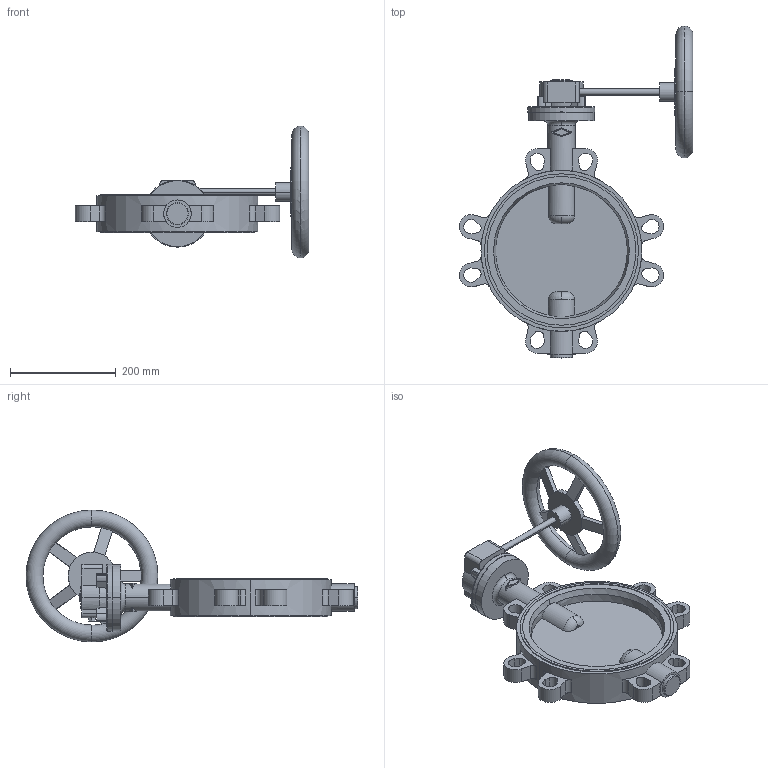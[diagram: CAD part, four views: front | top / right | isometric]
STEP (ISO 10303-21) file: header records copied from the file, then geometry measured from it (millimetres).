
FILE_DESCRIPTION( ( '' ), '1' );
FILE_NAME( 'c000006565.stp', '2017-03-13T09:44:16', ( '' ), ( '' ), ' ', ' ', ' ' );
FILE_SCHEMA( ( 'CONFIG_CONTROL_DESIGN' ) );
Length unit declared in the file: millimetre
Products named in the file (2): 1; 2
Bounding box: 442.87 x 629 x 250 mm (x, y, z)
Volume: 4536160 mm3; surface area: 509281.5 mm2
Topology: 2 solids, 2 shells, 326 faces, 904 edges, 601 vertices
Faces by surface type: plane 179, cylinder 118, torus 18, cone 11
Entity records: 11879 total; most frequent: CARTESIAN_POINT 3234, DIRECTION 1812, ORIENTED_EDGE 1808, EDGE_CURVE 904, AXIS2_PLACEMENT_3D 664, VERTEX_POINT 601, LINE 484, VECTOR 484
